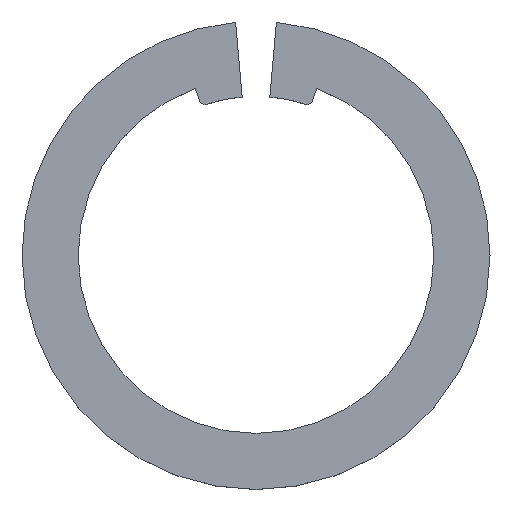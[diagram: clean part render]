
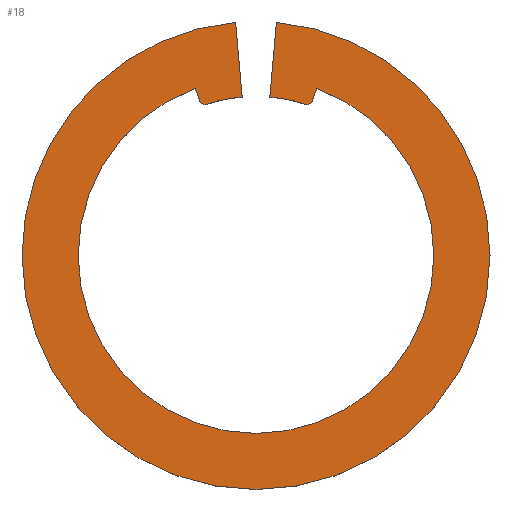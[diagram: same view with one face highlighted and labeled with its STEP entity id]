
A CAD part, top view. The second image highlights one B-rep face of the part: STEP entity #18.
In plain terms, the highlighted planar face has unit normal (0, 0, 1).
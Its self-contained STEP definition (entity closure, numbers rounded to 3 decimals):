
#2 = EDGE_CURVE ( 'NONE', #242, #31, #140, .T. ) ;
#7 = VERTEX_POINT ( 'NONE', #316 ) ;
#8 = CARTESIAN_POINT ( 'NONE',  ( 0., 0., 0. ) ) ;
#9 = AXIS2_PLACEMENT_3D ( 'NONE', #346, #394, #438 ) ;
#11 = EDGE_CURVE ( 'NONE', #464, #38, #397, .T. ) ;
#16 = DIRECTION ( 'NONE',  ( 0.342, 0.94, 0. ) ) ;
#18 = ADVANCED_FACE ( 'NONE', ( #21 ), #110, .T. ) ;
#21 = FACE_OUTER_BOUND ( 'NONE', #215, .T. ) ;
#24 = CARTESIAN_POINT ( 'NONE',  ( 2.716, 8.054, 0. ) ) ;
#26 = AXIS2_PLACEMENT_3D ( 'NONE', #8, #294, #378 ) ;
#31 = VERTEX_POINT ( 'NONE', #352 ) ;
#33 = VERTEX_POINT ( 'NONE', #362 ) ;
#35 = AXIS2_PLACEMENT_3D ( 'NONE', #344, #167, #498 ) ;
#38 = VERTEX_POINT ( 'NONE', #309 ) ;
#41 = DIRECTION ( 'NONE',  ( 0.342, -0.94, 0. ) ) ;
#55 = VERTEX_POINT ( 'NONE', #312 ) ;
#60 = DIRECTION ( 'NONE',  ( 1., 0., 0. ) ) ;
#63 = AXIS2_PLACEMENT_3D ( 'NONE', #481, #317, #388 ) ;
#65 = CARTESIAN_POINT ( 'NONE',  ( -3.249, 8.927, 0. ) ) ;
#70 = CIRCLE ( 'NONE', #358, 9.5 ) ;
#74 = ORIENTED_EDGE ( 'NONE', *, *, #2, .F. ) ;
#79 = DIRECTION ( 'NONE',  ( -1., 0., 0. ) ) ;
#80 = VERTEX_POINT ( 'NONE', #65 ) ;
#93 = CARTESIAN_POINT ( 'NONE',  ( 9.5, 0., 0. ) ) ;
#97 = CARTESIAN_POINT ( 'NONE',  ( 0., 0., 0. ) ) ;
#101 = VERTEX_POINT ( 'NONE', #232 ) ;
#104 = DIRECTION ( 'NONE',  ( 0.906, 0.423, 0. ) ) ;
#110 = PLANE ( 'NONE',  #333 ) ;
#120 = LINE ( 'NONE', #323, #424 ) ;
#133 = VERTEX_POINT ( 'NONE', #154 ) ;
#134 = DIRECTION ( 'NONE',  ( 0., 0., 1. ) ) ;
#140 = CIRCLE ( 'NONE', #183, 9.5 ) ;
#154 = CARTESIAN_POINT ( 'NONE',  ( -1.089, 12.452, 0. ) ) ;
#155 = EDGE_CURVE ( 'NONE', #523, #205, #326, .T. ) ;
#156 = CARTESIAN_POINT ( 'NONE',  ( -2.716, 8.054, 0. ) ) ;
#167 = DIRECTION ( 'NONE',  ( 0., 0., 1. ) ) ;
#175 = DIRECTION ( 'NONE',  ( 0., 0., 1. ) ) ;
#180 = EDGE_CURVE ( 'NONE', #205, #497, #244, .T. ) ;
#183 = AXIS2_PLACEMENT_3D ( 'NONE', #97, #354, #60 ) ;
#190 = VECTOR ( 'NONE', #41, 1000. ) ;
#194 = DIRECTION ( 'NONE',  ( 0., 0., 1. ) ) ;
#196 = ORIENTED_EDGE ( 'NONE', *, *, #270, .F. ) ;
#197 = DIRECTION ( 'NONE',  ( 0.906, -0.423, 0. ) ) ;
#198 = ORIENTED_EDGE ( 'NONE', *, *, #155, .T. ) ;
#204 = DIRECTION ( 'NONE',  ( 0.087, -0.996, 0. ) ) ;
#205 = VERTEX_POINT ( 'NONE', #156 ) ;
#208 = VECTOR ( 'NONE', #501, 1000. ) ;
#212 = EDGE_CURVE ( 'NONE', #80, #523, #531, .T. ) ;
#215 = EDGE_LOOP ( 'NONE', ( #466, #250, #445, #74, #196, #369, #303, #198, #224, #252, #379, #295, #347, #407 ) ) ;
#222 = EDGE_CURVE ( 'NONE', #133, #497, #120, .T. ) ;
#223 = CARTESIAN_POINT ( 'NONE',  ( -2.976, 8.175, 0. ) ) ;
#224 = ORIENTED_EDGE ( 'NONE', *, *, #180, .T. ) ;
#232 = CARTESIAN_POINT ( 'NONE',  ( 1.089, 12.452, 0. ) ) ;
#235 = CIRCLE ( 'NONE', #331, 9.5 ) ;
#236 = DIRECTION ( 'NONE',  ( 1., 0., 0. ) ) ;
#241 = CARTESIAN_POINT ( 'NONE',  ( 0., 0., 0. ) ) ;
#242 = VERTEX_POINT ( 'NONE', #93 ) ;
#244 = CIRCLE ( 'NONE', #375, 8.5 ) ;
#249 = CARTESIAN_POINT ( 'NONE',  ( -2.907, 7.987, 0. ) ) ;
#250 = ORIENTED_EDGE ( 'NONE', *, *, #11, .T. ) ;
#252 = ORIENTED_EDGE ( 'NONE', *, *, #222, .F. ) ;
#254 = DIRECTION ( 'NONE',  ( 1., 0., 0. ) ) ;
#270 = EDGE_CURVE ( 'NONE', #33, #242, #70, .T. ) ;
#274 = CIRCLE ( 'NONE', #9, 8.5 ) ;
#280 = VECTOR ( 'NONE', #16, 1000. ) ;
#284 = VERTEX_POINT ( 'NONE', #505 ) ;
#294 = DIRECTION ( 'NONE',  ( 0., 0., 1. ) ) ;
#295 = ORIENTED_EDGE ( 'NONE', *, *, #442, .T. ) ;
#298 = CIRCLE ( 'NONE', #63, 12.5 ) ;
#303 = ORIENTED_EDGE ( 'NONE', *, *, #212, .T. ) ;
#306 = CIRCLE ( 'NONE', #35, 12.5 ) ;
#309 = CARTESIAN_POINT ( 'NONE',  ( 2.976, 8.175, 0. ) ) ;
#310 = EDGE_CURVE ( 'NONE', #55, #101, #306, .T. ) ;
#312 = CARTESIAN_POINT ( 'NONE',  ( 12.5, 0., 0. ) ) ;
#316 = CARTESIAN_POINT ( 'NONE',  ( -12.5, 0., 0. ) ) ;
#317 = DIRECTION ( 'NONE',  ( 0., 0., 1. ) ) ;
#323 = CARTESIAN_POINT ( 'NONE',  ( 0., 0., 0. ) ) ;
#326 = LINE ( 'NONE', #525, #425 ) ;
#331 = AXIS2_PLACEMENT_3D ( 'NONE', #455, #175, #465 ) ;
#333 = AXIS2_PLACEMENT_3D ( 'NONE', #518, #194, #236 ) ;
#336 = LINE ( 'NONE', #414, #208 ) ;
#342 = CARTESIAN_POINT ( 'NONE',  ( 0., 0., 0. ) ) ;
#344 = CARTESIAN_POINT ( 'NONE',  ( 0., 0., 0. ) ) ;
#346 = CARTESIAN_POINT ( 'NONE',  ( 0., 0., 0. ) ) ;
#347 = ORIENTED_EDGE ( 'NONE', *, *, #310, .T. ) ;
#352 = CARTESIAN_POINT ( 'NONE',  ( 3.249, 8.927, 0. ) ) ;
#354 = DIRECTION ( 'NONE',  ( 0., 0., 1. ) ) ;
#358 = AXIS2_PLACEMENT_3D ( 'NONE', #342, #134, #254 ) ;
#362 = CARTESIAN_POINT ( 'NONE',  ( -9.5, 0., 0. ) ) ;
#365 = EDGE_CURVE ( 'NONE', #133, #7, #467, .T. ) ;
#369 = ORIENTED_EDGE ( 'NONE', *, *, #373, .F. ) ;
#373 = EDGE_CURVE ( 'NONE', #80, #33, #235, .T. ) ;
#375 = AXIS2_PLACEMENT_3D ( 'NONE', #241, #496, #79 ) ;
#378 = DIRECTION ( 'NONE',  ( 1., 0., 0. ) ) ;
#379 = ORIENTED_EDGE ( 'NONE', *, *, #365, .T. ) ;
#388 = DIRECTION ( 'NONE',  ( 1., 0., 0. ) ) ;
#394 = DIRECTION ( 'NONE',  ( 0., 0., -1. ) ) ;
#396 = EDGE_CURVE ( 'NONE', #284, #101, #336, .T. ) ;
#397 = LINE ( 'NONE', #482, #400 ) ;
#400 = VECTOR ( 'NONE', #104, 1000. ) ;
#407 = ORIENTED_EDGE ( 'NONE', *, *, #396, .F. ) ;
#414 = CARTESIAN_POINT ( 'NONE',  ( 0., 0., 0. ) ) ;
#424 = VECTOR ( 'NONE', #204, 1000. ) ;
#425 = VECTOR ( 'NONE', #197, 1000. ) ;
#438 = DIRECTION ( 'NONE',  ( 1., 0., 0. ) ) ;
#442 = EDGE_CURVE ( 'NONE', #7, #55, #298, .T. ) ;
#445 = ORIENTED_EDGE ( 'NONE', *, *, #452, .T. ) ;
#452 = EDGE_CURVE ( 'NONE', #38, #31, #479, .T. ) ;
#455 = CARTESIAN_POINT ( 'NONE',  ( 0., 0., 0. ) ) ;
#464 = VERTEX_POINT ( 'NONE', #24 ) ;
#465 = DIRECTION ( 'NONE',  ( 1., 0., 0. ) ) ;
#466 = ORIENTED_EDGE ( 'NONE', *, *, #527, .T. ) ;
#467 = CIRCLE ( 'NONE', #26, 12.5 ) ;
#476 = CARTESIAN_POINT ( 'NONE',  ( 2.907, 7.987, 0. ) ) ;
#479 = LINE ( 'NONE', #476, #280 ) ;
#481 = CARTESIAN_POINT ( 'NONE',  ( 0., 0., 0. ) ) ;
#482 = CARTESIAN_POINT ( 'NONE',  ( -2.6, 5.575, 0. ) ) ;
#496 = DIRECTION ( 'NONE',  ( 0., 0., -1. ) ) ;
#497 = VERTEX_POINT ( 'NONE', #517 ) ;
#498 = DIRECTION ( 'NONE',  ( 1., 0., 0. ) ) ;
#501 = DIRECTION ( 'NONE',  ( 0.087, 0.996, 0. ) ) ;
#505 = CARTESIAN_POINT ( 'NONE',  ( 0.741, 8.468, 0. ) ) ;
#517 = CARTESIAN_POINT ( 'NONE',  ( -0.741, 8.468, 0. ) ) ;
#518 = CARTESIAN_POINT ( 'NONE',  ( 0., 0., 0. ) ) ;
#523 = VERTEX_POINT ( 'NONE', #223 ) ;
#525 = CARTESIAN_POINT ( 'NONE',  ( 2.6, 5.575, 0. ) ) ;
#527 = EDGE_CURVE ( 'NONE', #284, #464, #274, .T. ) ;
#531 = LINE ( 'NONE', #249, #190 ) ;
